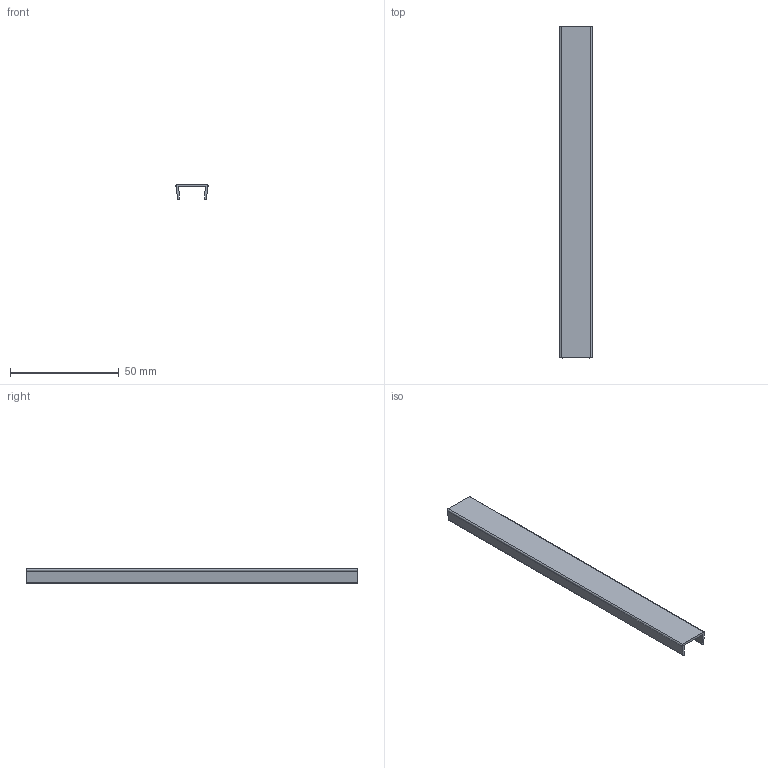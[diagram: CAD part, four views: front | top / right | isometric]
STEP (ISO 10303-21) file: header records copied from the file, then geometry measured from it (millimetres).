
FILE_DESCRIPTION(('', 'CAx-IF Rec.Pracs.---Representation and Presentation of Product Manufacturing Information (PMI)---4.0---2014-10-13'),'2;1');
FILE_NAME('SG2119.STP', '2021-08-05T13:18:33',(''), (''), 'Kubotek Kosmos Version 3.0.10279.10279', 'KeyCreator Pro', '');
FILE_SCHEMA(('AP242_MANAGED_MODEL_BASED_3D_ENGINEERING_MIM_LF { 1 0 10303 442 1 1 4 }'));
Length unit declared in the file: inch
Bounding box: 14.91 x 152.4 x 6.7 mm (x, y, z)
Volume: 4020.5 mm3; surface area: 8080.2 mm2
Topology: 1 solids, 1 shells, 16 faces, 42 edges, 28 vertices
Faces by surface type: cylinder 8, plane 8
Entity records: 526 total; most frequent: DIRECTION 92, CARTESIAN_POINT 87, ORIENTED_EDGE 84, EDGE_CURVE 42, AXIS2_PLACEMENT_3D 33, VERTEX_POINT 28, VECTOR 26, LINE 26
